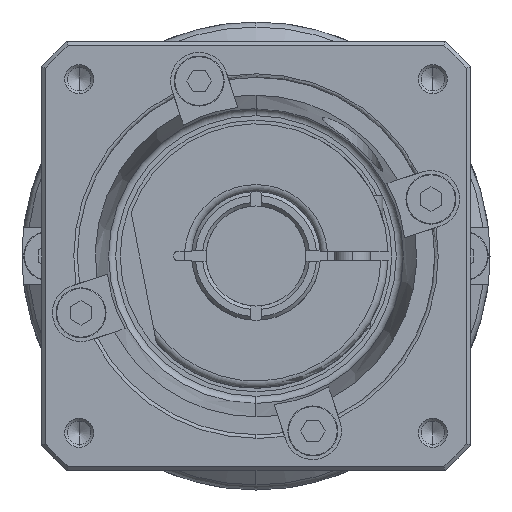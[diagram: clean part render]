
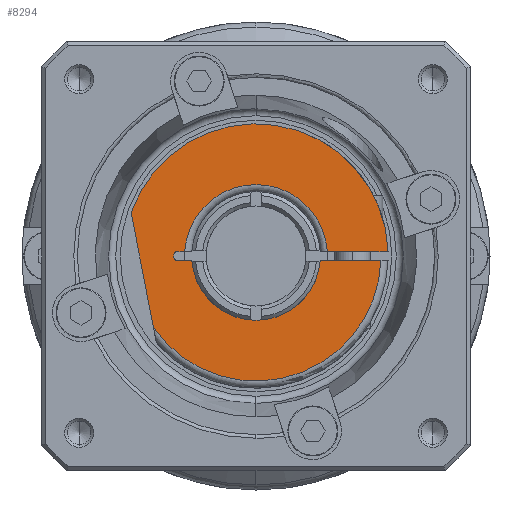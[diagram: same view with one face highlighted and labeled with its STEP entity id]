
A CAD part, left-side view. The second image highlights one B-rep face of the part: STEP entity #8294.
In plain terms, the highlighted planar face has unit normal (-1, 0, 0).
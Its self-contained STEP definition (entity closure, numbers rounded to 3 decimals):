
#9 = VERTEX_POINT ( 'NONE', #1551 ) ;
#110 = AXIS2_PLACEMENT_3D ( 'NONE', #4524, #2204, #8110 ) ;
#208 = EDGE_CURVE ( 'NONE', #2913, #2732, #9212, .T. ) ;
#234 = CARTESIAN_POINT ( 'NONE',  ( -97.048, 17.478, 6.064 ) ) ;
#290 = LINE ( 'NONE', #822, #11912 ) ;
#822 = CARTESIAN_POINT ( 'NONE',  ( -97.048, 8.98, -0.6 ) ) ;
#962 = CARTESIAN_POINT ( 'NONE',  ( -97.048, 8.98, 0.6 ) ) ;
#1059 = LINE ( 'NONE', #8169, #4746 ) ;
#1247 = AXIS2_PLACEMENT_3D ( 'NONE', #13134, #7344, #4944 ) ;
#1512 = VERTEX_POINT ( 'NONE', #10073 ) ;
#1551 = CARTESIAN_POINT ( 'NONE',  ( -97.048, 11.1, 0.6 ) ) ;
#1846 = CARTESIAN_POINT ( 'NONE',  ( -97.048, 8.98, -0.6 ) ) ;
#2025 = AXIS2_PLACEMENT_3D ( 'NONE', #5912, #8150, #11706 ) ;
#2062 = DIRECTION ( 'NONE',  ( 0., 1., 0. ) ) ;
#2109 = DIRECTION ( 'NONE',  ( 0., -1., 0. ) ) ;
#2114 = DIRECTION ( 'NONE',  ( 0., 1., 0. ) ) ;
#2204 = DIRECTION ( 'NONE',  ( 1., 0., 0. ) ) ;
#2634 = ORIENTED_EDGE ( 'NONE', *, *, #15055, .F. ) ;
#2681 = EDGE_CURVE ( 'NONE', #10386, #2913, #290, .T. ) ;
#2732 = VERTEX_POINT ( 'NONE', #9262 ) ;
#2913 = VERTEX_POINT ( 'NONE', #1846 ) ;
#2938 = VERTEX_POINT ( 'NONE', #12657 ) ;
#3205 = CARTESIAN_POINT ( 'NONE',  ( -97.048, 0., 0. ) ) ;
#3501 = DIRECTION ( 'NONE',  ( 0., -1., 0. ) ) ;
#3553 = AXIS2_PLACEMENT_3D ( 'NONE', #3582, #10780, #3735 ) ;
#3582 = CARTESIAN_POINT ( 'NONE',  ( -97.048, 0., 0. ) ) ;
#3590 = ORIENTED_EDGE ( 'NONE', *, *, #8348, .T. ) ;
#3720 = CARTESIAN_POINT ( 'NONE',  ( -97.048, 0., 0. ) ) ;
#3726 = DIRECTION ( 'NONE',  ( 0., 0.191, 0.982 ) ) ;
#3735 = DIRECTION ( 'NONE',  ( 0., 1., 0. ) ) ;
#4169 = VECTOR ( 'NONE', #3501, 1000. ) ;
#4406 = VERTEX_POINT ( 'NONE', #14148 ) ;
#4524 = CARTESIAN_POINT ( 'NONE',  ( -97.048, 0., 0. ) ) ;
#4736 = CARTESIAN_POINT ( 'NONE',  ( -97.048, -9.982, 0.6 ) ) ;
#4746 = VECTOR ( 'NONE', #2114, 1000. ) ;
#4939 = AXIS2_PLACEMENT_3D ( 'NONE', #12618, #14895, #2062 ) ;
#4944 = DIRECTION ( 'NONE',  ( 0., 1., 0. ) ) ;
#5003 = EDGE_CURVE ( 'NONE', #5805, #2938, #14160, .T. ) ;
#5077 = LINE ( 'NONE', #962, #7453 ) ;
#5425 = VERTEX_POINT ( 'NONE', #6842 ) ;
#5506 = DIRECTION ( 'NONE',  ( 0., 1., 0. ) ) ;
#5686 = EDGE_CURVE ( 'NONE', #7189, #9048, #8745, .T. ) ;
#5759 = FACE_OUTER_BOUND ( 'NONE', #14536, .T. ) ;
#5805 = VERTEX_POINT ( 'NONE', #13375 ) ;
#5912 = CARTESIAN_POINT ( 'NONE',  ( -97.048, 11.1, -0.2 ) ) ;
#6196 = EDGE_CURVE ( 'NONE', #1512, #9, #5077, .T. ) ;
#6249 = AXIS2_PLACEMENT_3D ( 'NONE', #3205, #13977, #10362 ) ;
#6303 = VECTOR ( 'NONE', #3726, 1000. ) ;
#6645 = ORIENTED_EDGE ( 'NONE', *, *, #208, .F. ) ;
#6842 = CARTESIAN_POINT ( 'NONE',  ( -97.048, 14.353, -10.011 ) ) ;
#7189 = VERTEX_POINT ( 'NONE', #11222 ) ;
#7344 = DIRECTION ( 'NONE',  ( 1., 0., 0. ) ) ;
#7394 = EDGE_CURVE ( 'NONE', #5425, #4406, #10192, .T. ) ;
#7453 = VECTOR ( 'NONE', #5506, 1000. ) ;
#7506 = ORIENTED_EDGE ( 'NONE', *, *, #5686, .F. ) ;
#7869 = CARTESIAN_POINT ( 'NONE',  ( -97.048, -18.49, -0.6 ) ) ;
#7948 = CIRCLE ( 'NONE', #3553, 10. ) ;
#8090 = CARTESIAN_POINT ( 'NONE',  ( -97.048, 11.5, 0.2 ) ) ;
#8110 = DIRECTION ( 'NONE',  ( 0., 1., 0. ) ) ;
#8150 = DIRECTION ( 'NONE',  ( -1., 0., 0. ) ) ;
#8169 = CARTESIAN_POINT ( 'NONE',  ( -97.048, -18.49, 0.6 ) ) ;
#8173 = EDGE_CURVE ( 'NONE', #9, #5805, #11636, .T. ) ;
#8294 = ADVANCED_FACE ( 'NONE', ( #5759 ), #9352, .F. ) ;
#8348 = EDGE_CURVE ( 'NONE', #1512, #12740, #7948, .T. ) ;
#8385 = LINE ( 'NONE', #7869, #4169 ) ;
#8737 = CARTESIAN_POINT ( 'NONE',  ( -97.048, -18.49, 0.6 ) ) ;
#8745 = CIRCLE ( 'NONE', #1247, 18.5 ) ;
#8972 = VECTOR ( 'NONE', #9336, 1000. ) ;
#9048 = VERTEX_POINT ( 'NONE', #8737 ) ;
#9063 = LINE ( 'NONE', #234, #6303 ) ;
#9212 = CIRCLE ( 'NONE', #6249, 9. ) ;
#9262 = CARTESIAN_POINT ( 'NONE',  ( -97.048, -8.98, -0.6 ) ) ;
#9336 = DIRECTION ( 'NONE',  ( 0., 0., -1. ) ) ;
#9352 = PLANE ( 'NONE',  #110 ) ;
#9873 = ORIENTED_EDGE ( 'NONE', *, *, #7394, .T. ) ;
#10073 = CARTESIAN_POINT ( 'NONE',  ( -97.048, 9.982, 0.6 ) ) ;
#10075 = ORIENTED_EDGE ( 'NONE', *, *, #8173, .F. ) ;
#10143 = ORIENTED_EDGE ( 'NONE', *, *, #10943, .F. ) ;
#10192 = CIRCLE ( 'NONE', #10818, 17.5 ) ;
#10362 = DIRECTION ( 'NONE',  ( 0., 1., 0. ) ) ;
#10386 = VERTEX_POINT ( 'NONE', #15096 ) ;
#10730 = ORIENTED_EDGE ( 'NONE', *, *, #5003, .F. ) ;
#10780 = DIRECTION ( 'NONE',  ( 1., 0., 0. ) ) ;
#10818 = AXIS2_PLACEMENT_3D ( 'NONE', #3720, #14599, #12007 ) ;
#10890 = EDGE_CURVE ( 'NONE', #2938, #10386, #12013, .T. ) ;
#10943 = EDGE_CURVE ( 'NONE', #5425, #7189, #9063, .T. ) ;
#11222 = CARTESIAN_POINT ( 'NONE',  ( -97.048, 17.478, 6.064 ) ) ;
#11636 = CIRCLE ( 'NONE', #4939, 0.4 ) ;
#11706 = DIRECTION ( 'NONE',  ( 0., 1., 0. ) ) ;
#11912 = VECTOR ( 'NONE', #2109, 1000. ) ;
#12007 = DIRECTION ( 'NONE',  ( 0., 1., 0. ) ) ;
#12013 = CIRCLE ( 'NONE', #2025, 0.4 ) ;
#12304 = ORIENTED_EDGE ( 'NONE', *, *, #14336, .F. ) ;
#12618 = CARTESIAN_POINT ( 'NONE',  ( -97.048, 11.1, 0.2 ) ) ;
#12657 = CARTESIAN_POINT ( 'NONE',  ( -97.048, 11.5, -0.2 ) ) ;
#12740 = VERTEX_POINT ( 'NONE', #4736 ) ;
#13134 = CARTESIAN_POINT ( 'NONE',  ( -97.048, 0., 0. ) ) ;
#13375 = CARTESIAN_POINT ( 'NONE',  ( -97.048, 11.5, 0.2 ) ) ;
#13977 = DIRECTION ( 'NONE',  ( -1., 0., 0. ) ) ;
#14148 = CARTESIAN_POINT ( 'NONE',  ( -97.048, -17.49, -0.6 ) ) ;
#14160 = LINE ( 'NONE', #8090, #8972 ) ;
#14221 = ORIENTED_EDGE ( 'NONE', *, *, #10890, .F. ) ;
#14323 = ORIENTED_EDGE ( 'NONE', *, *, #2681, .F. ) ;
#14336 = EDGE_CURVE ( 'NONE', #9048, #12740, #1059, .T. ) ;
#14536 = EDGE_LOOP ( 'NONE', ( #14556, #3590, #12304, #7506, #10143, #9873, #2634, #6645, #14323, #14221, #10730, #10075 ) ) ;
#14556 = ORIENTED_EDGE ( 'NONE', *, *, #6196, .F. ) ;
#14599 = DIRECTION ( 'NONE',  ( -1., 0., 0. ) ) ;
#14895 = DIRECTION ( 'NONE',  ( -1., 0., 0. ) ) ;
#15055 = EDGE_CURVE ( 'NONE', #2732, #4406, #8385, .T. ) ;
#15096 = CARTESIAN_POINT ( 'NONE',  ( -97.048, 11.1, -0.6 ) ) ;
